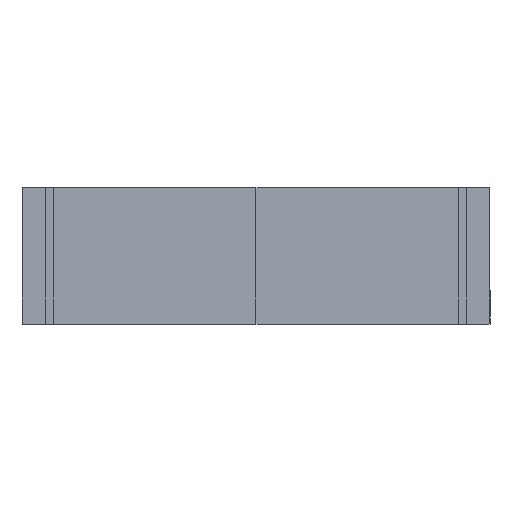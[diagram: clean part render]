
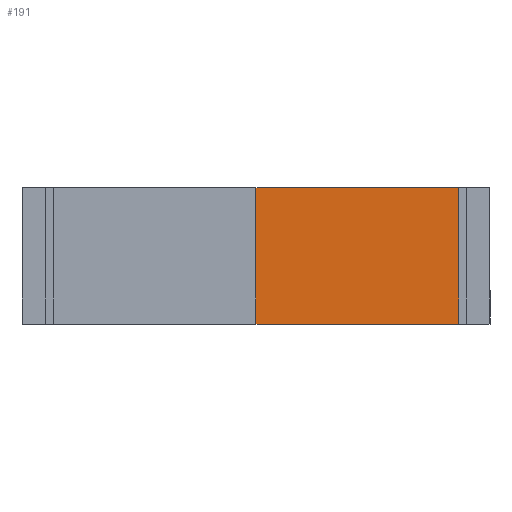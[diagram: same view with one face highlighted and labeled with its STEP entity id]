
A CAD part, top view. The second image highlights one B-rep face of the part: STEP entity #191.
In plain terms, the highlighted planar face has unit normal (0, 0, 1).
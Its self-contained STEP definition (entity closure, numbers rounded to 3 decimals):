
#191=ADVANCED_FACE('',(#375),#2687,.T.);
#375=FACE_OUTER_BOUND('',#559,.T.);
#559=EDGE_LOOP('',(#1403,#1404,#1405,#1406));
#1403=ORIENTED_EDGE('',*,*,#1582,.T.);
#1404=ORIENTED_EDGE('',*,*,#1851,.T.);
#1405=ORIENTED_EDGE('',*,*,#1854,.T.);
#1406=ORIENTED_EDGE('',*,*,#1857,.T.);
#1582=EDGE_CURVE('',#2398,#2397,#2038,.T.);
#1851=EDGE_CURVE('',#2397,#2547,#2285,.T.);
#1854=EDGE_CURVE('',#2547,#2549,#2288,.T.);
#1857=EDGE_CURVE('',#2549,#2398,#2291,.T.);
#2038=B_SPLINE_CURVE_WITH_KNOTS('',1,(#3875,#3876),.UNSPECIFIED.,.F.,.F.,
(2,2),(-52.55,-36.275),.UNSPECIFIED.);
#2285=B_SPLINE_CURVE_WITH_KNOTS('',1,(#4433,#4434),.UNSPECIFIED.,.F.,.F.,
(2,2),(335.,855.),.UNSPECIFIED.);
#2288=B_SPLINE_CURVE_WITH_KNOTS('',1,(#4439,#4440),.UNSPECIFIED.,.F.,.F.,
(2,2),(855.,1190.),.UNSPECIFIED.);
#2291=B_SPLINE_CURVE_WITH_KNOTS('',1,(#4445,#4446),.UNSPECIFIED.,.F.,.F.,
(2,2),(1190.,1710.),.UNSPECIFIED.);
#2397=VERTEX_POINT('',#3403);
#2398=VERTEX_POINT('',#3404);
#2547=VERTEX_POINT('',#3553);
#2549=VERTEX_POINT('',#3555);
#2687=PLANE('',#2854);
#2854=AXIS2_PLACEMENT_3D('',#3274,#3004,$);
#3004=DIRECTION('',(0.,0.,1.));
#3274=CARTESIAN_POINT('',(6868.535,-3247.253,561.938));
#3403=CARTESIAN_POINT('',(6868.535,-2897.253,561.938));
#3404=CARTESIAN_POINT('',(6868.535,-3247.253,561.938));
#3553=CARTESIAN_POINT('',(6348.535,-2897.253,561.938));
#3555=CARTESIAN_POINT('',(6348.535,-3247.253,561.938));
#3875=CARTESIAN_POINT('',(6868.535,-3247.253,561.938));
#3876=CARTESIAN_POINT('',(6868.535,-2897.253,561.938));
#4433=CARTESIAN_POINT('',(6868.535,-2897.253,561.938));
#4434=CARTESIAN_POINT('',(6348.535,-2897.253,561.938));
#4439=CARTESIAN_POINT('',(6348.535,-2897.253,561.938));
#4440=CARTESIAN_POINT('',(6348.535,-3247.253,561.938));
#4445=CARTESIAN_POINT('',(6348.535,-3247.253,561.938));
#4446=CARTESIAN_POINT('',(6868.535,-3247.253,561.938));
